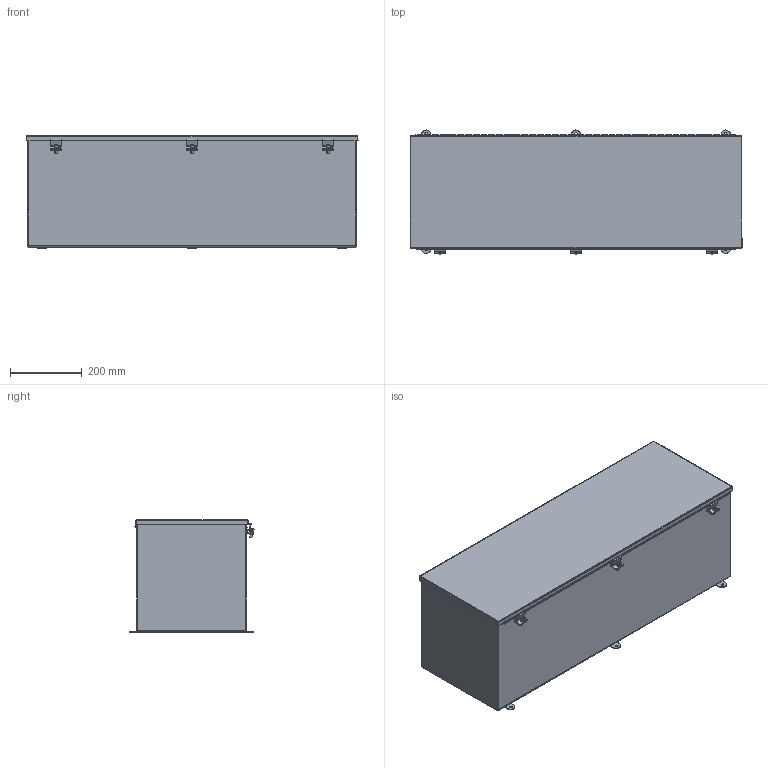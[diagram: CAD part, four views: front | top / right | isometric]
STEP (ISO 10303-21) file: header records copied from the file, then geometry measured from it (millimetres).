
FILE_DESCRIPTION (( 'STEP AP214' ), '1' );
FILE_NAME ('T121236CH.STEP', '2021-11-11T13:24:51', ( '' ), ( '' ), 'SwSTEP 2.0', 'SolidWorks 2021', '' );
FILE_SCHEMA (( 'AUTOMOTIVE_DESIGN' ));
Length unit declared in the file: inch
Products named in the file (1): T121236CH
Bounding box: 922.34 x 345.31 x 311.98 mm (x, y, z)
Volume: 2667911.2 mm3; surface area: 2881618.9 mm2
Topology: 19 solids, 19 shells, 827 faces, 2314 edges, 1531 vertices
Faces by surface type: plane 414, cylinder 390, bspline 17, cone 6
Entity records: 38723 total; most frequent: CARTESIAN_POINT 5478, DIRECTION 4678, ORIENTED_EDGE 4628, EDGE_CURVE 2314, AXIS2_PLACEMENT_3D 1602, VERTEX_POINT 1531, VECTOR 1474, LINE 1474
